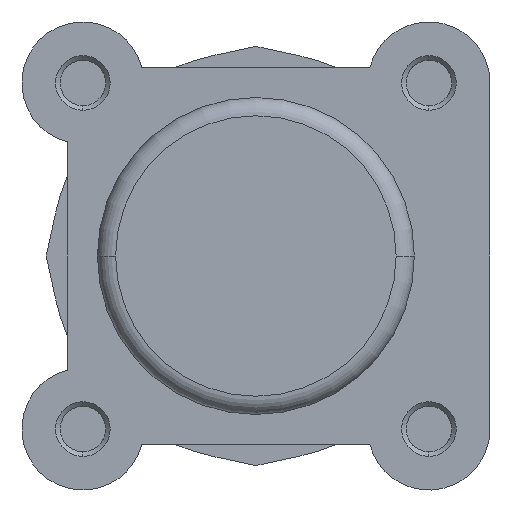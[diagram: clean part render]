
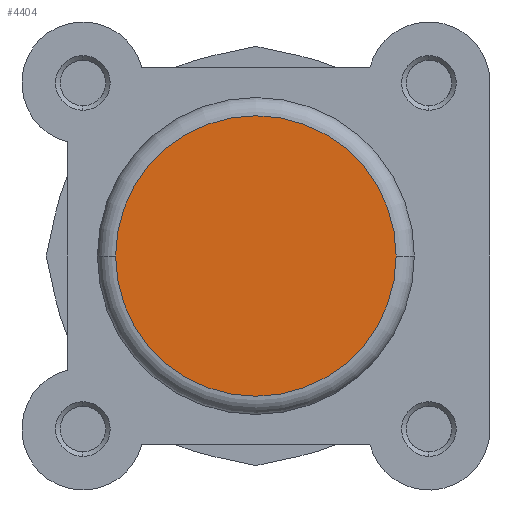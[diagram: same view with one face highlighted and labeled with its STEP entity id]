
A CAD part, left-side view. The second image highlights one B-rep face of the part: STEP entity #4404.
In plain terms, the highlighted planar face has unit normal (-1, 0, 0).
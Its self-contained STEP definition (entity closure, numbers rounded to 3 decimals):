
#1 = CARTESIAN_POINT ( 'NONE',  ( 0., 0., 0. ) ) ;
#5 = PLANE ( 'NONE',  #5022 ) ;
#55 = FACE_OUTER_BOUND ( 'NONE', #4067, .T. ) ;
#882 = CIRCLE ( 'NONE', #5370, 15.4 ) ;
#987 = VERTEX_POINT ( 'NONE', #5786 ) ;
#1009 = VERTEX_POINT ( 'NONE', #5761 ) ;
#1030 = DIRECTION ( 'NONE',  ( 1., 0., 0. ) ) ;
#1031 = DIRECTION ( 'NONE',  ( 0., 1., 0. ) ) ;
#3097 = CARTESIAN_POINT ( 'NONE',  ( 0., 0., 0. ) ) ;
#3098 = DIRECTION ( 'NONE',  ( -1., 0., 0. ) ) ;
#3099 = DIRECTION ( 'NONE',  ( 0., 1., 0. ) ) ;
#3280 = CARTESIAN_POINT ( 'NONE',  ( 0., 0., 0. ) ) ;
#3287 = DIRECTION ( 'NONE',  ( -1., 0., 0. ) ) ;
#3288 = DIRECTION ( 'NONE',  ( 0., 1., 0. ) ) ;
#3751 = CIRCLE ( 'NONE', #5415, 15.4 ) ;
#4067 = EDGE_LOOP ( 'NONE', ( #5656, #5659 ) ) ;
#4404 = ADVANCED_FACE ( 'NONE', ( #55 ), #5, .F. ) ;
#4880 = EDGE_CURVE ( 'NONE', #987, #1009, #882, .T. ) ;
#4951 = EDGE_CURVE ( 'NONE', #1009, #987, #3751, .T. ) ;
#5022 = AXIS2_PLACEMENT_3D ( 'NONE', #1, #1030, #1031 ) ;
#5370 = AXIS2_PLACEMENT_3D ( 'NONE', #3097, #3098, #3099 ) ;
#5415 = AXIS2_PLACEMENT_3D ( 'NONE', #3280, #3287, #3288 ) ;
#5656 = ORIENTED_EDGE ( 'NONE', *, *, #4951, .T. ) ;
#5659 = ORIENTED_EDGE ( 'NONE', *, *, #4880, .T. ) ;
#5761 = CARTESIAN_POINT ( 'NONE',  ( 0., 15.4, 0. ) ) ;
#5786 = CARTESIAN_POINT ( 'NONE',  ( 0., -15.4, 0. ) ) ;
